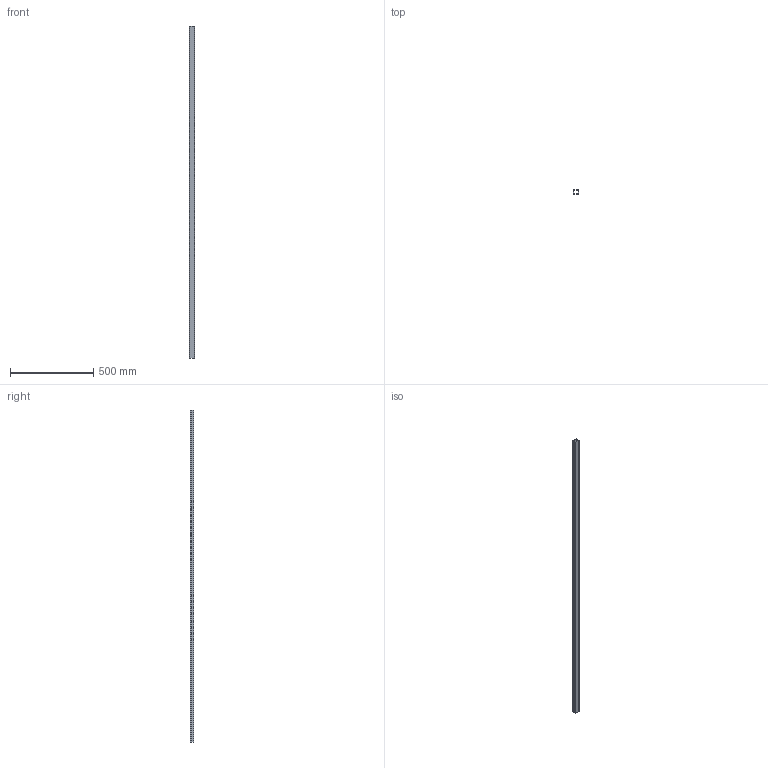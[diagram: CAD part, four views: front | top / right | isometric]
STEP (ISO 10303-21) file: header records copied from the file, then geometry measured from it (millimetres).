
FILE_DESCRIPTION (( 'STEP AP214' ), '1' );
FILE_NAME ('6248470.stp', '2016-08-19T07:27:23', ( '' ), ( '' ), 'SwSTEP 2.0', 'SolidWorks 2014', '' );
FILE_SCHEMA (( 'AUTOMOTIVE_DESIGN' ));
Length unit declared in the file: millimetre
Products named in the file (3): BKS 03.002-010_Standard; BKS 03.002-009_Standard; 6248470
Assembly tree (2 placements, depth 2):
  6248470
    BKS 03.002-009_Standard
    BKS 03.002-010_Standard
Bounding box: 30.42 x 23.5 x 2000 mm (x, y, z)
Volume: 111263.3 mm3; surface area: 449605.3 mm2
Topology: 2 solids, 2 shells, 48 faces, 132 edges, 88 vertices
Faces by surface type: plane 26, cylinder 22
Entity records: 1650 total; most frequent: DIRECTION 282, CARTESIAN_POINT 273, ORIENTED_EDGE 264, EDGE_CURVE 132, AXIS2_PLACEMENT_3D 97, LINE 88, VECTOR 88, VERTEX_POINT 88
